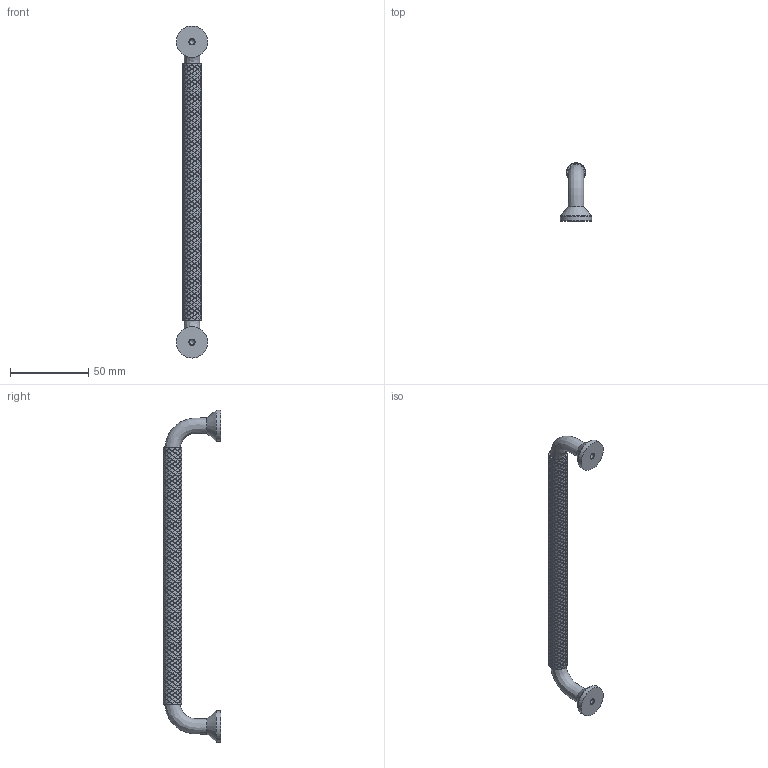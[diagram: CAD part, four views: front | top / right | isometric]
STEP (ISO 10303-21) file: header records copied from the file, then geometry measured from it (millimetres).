
FILE_DESCRIPTION(/* description */ (''),/* implementation_level */ '2;1');
FILE_NAME(/* name */ 'UA-STRUCTURE-192.stp',/* time_stamp */ '2023-08-24T13:56:31+02:00',/* author */ ('tomaszw'),/* organization */ (''),/* preprocessor_version */ 'ST-DEVELOPER v19.2',/* originating_system */ 'Autodesk Inventor 2023',/* authorisation */ '');
FILE_SCHEMA (('AUTOMOTIVE_DESIGN { 1 0 10303 214 3 1 1 }'));
Length unit declared in the file: millimetre
Products named in the file (1): UA-STRUCTURE_v3
Bounding box: 20 x 37 x 212 mm (x, y, z)
Volume: 26923.5 mm3; surface area: 12018.4 mm2
Topology: 3 solids, 3 shells, 3680 faces, 11017 edges, 7345 vertices
Faces by surface type: bspline 2442, cylinder 1224, plane 6, cone 6, torus 2
Full cylindrical faces by diameter (mm): 3.242 x2, 20 x2
Entity records: 175695 total; most frequent: CARTESIAN_POINT 105578, ORIENTED_EDGE 22028, EDGE_CURVE 11014, B_SPLINE_CURVE_WITH_KNOTS 10942, VERTEX_POINT 7342, EDGE_LOOP 3682, FACE_OUTER_BOUND 3680, ADVANCED_FACE 3680
